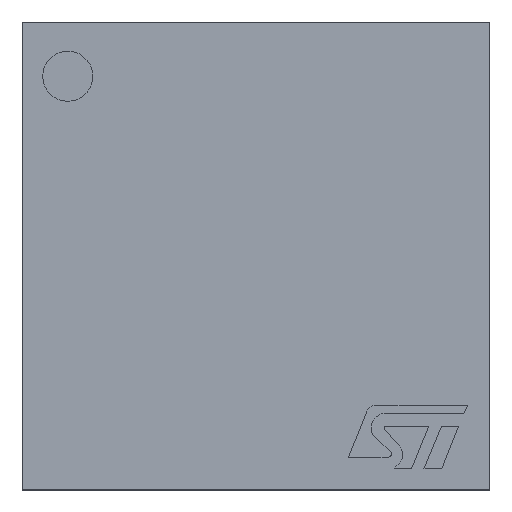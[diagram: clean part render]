
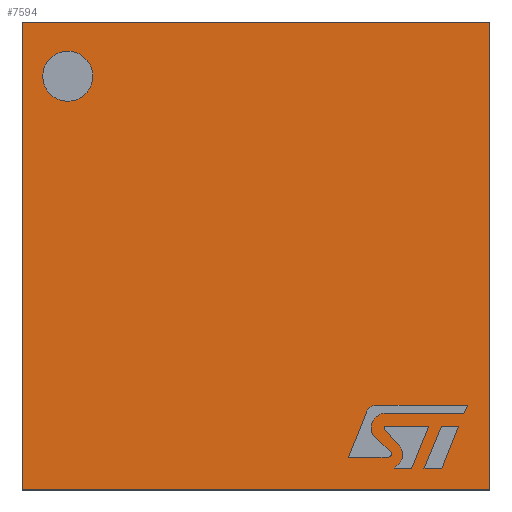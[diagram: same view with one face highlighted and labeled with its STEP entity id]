
A CAD part, top view. The second image highlights one B-rep face of the part: STEP entity #7594.
In plain terms, the highlighted planar face has unit normal (0, 0, 1).
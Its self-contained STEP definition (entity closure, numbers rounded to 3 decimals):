
#826=FACE_BOUND('',#2228,.T.);
#831=PLANE('',#8771);
#1393=FACE_OUTER_BOUND('',#2227,.T.);
#2227=EDGE_LOOP('',(#5703,#5704,#5705,#5706));
#2228=EDGE_LOOP('',(#5707,#5708));
#3061=LINE('',#13202,#3135);
#3066=LINE('',#13212,#3140);
#3067=LINE('',#13215,#3141);
#3068=LINE('',#13216,#3142);
#3135=VECTOR('',#10231,10.);
#3140=VECTOR('',#10240,10.);
#3141=VECTOR('',#10243,10.);
#3142=VECTOR('',#10244,10.);
#3205=CIRCLE('',#8763,0.75);
#3206=CIRCLE('',#8764,0.75);
#4080=VERTEX_POINT('',#13184);
#4081=VERTEX_POINT('',#13185);
#4084=VERTEX_POINT('',#13195);
#4087=VERTEX_POINT('',#13200);
#4090=VERTEX_POINT('',#13210);
#4091=VERTEX_POINT('',#13214);
#4734=EDGE_CURVE('',#4080,#4081,#3205,.T.);
#4735=EDGE_CURVE('',#4081,#4080,#3206,.T.);
#4742=EDGE_CURVE('',#4087,#4084,#3061,.T.);
#4747=EDGE_CURVE('',#4087,#4090,#3066,.T.);
#4748=EDGE_CURVE('',#4091,#4090,#3067,.T.);
#4749=EDGE_CURVE('',#4084,#4091,#3068,.T.);
#5703=ORIENTED_EDGE('',*,*,#4747,.T.);
#5704=ORIENTED_EDGE('',*,*,#4748,.F.);
#5705=ORIENTED_EDGE('',*,*,#4749,.F.);
#5706=ORIENTED_EDGE('',*,*,#4742,.F.);
#5707=ORIENTED_EDGE('',*,*,#4734,.T.);
#5708=ORIENTED_EDGE('',*,*,#4735,.T.);
#7594=ADVANCED_FACE('',(#1393,#826),#831,.T.);
#8763=AXIS2_PLACEMENT_3D('',#13186,#10215,#10216);
#8764=AXIS2_PLACEMENT_3D('',#13187,#10217,#10218);
#8771=AXIS2_PLACEMENT_3D('',#13213,#10241,#10242);
#10215=DIRECTION('center_axis',(0.,0.,-1.));
#10216=DIRECTION('ref_axis',(1.,0.,0.));
#10217=DIRECTION('center_axis',(0.,0.,-1.));
#10218=DIRECTION('ref_axis',(1.,0.,0.));
#10231=DIRECTION('',(-1.,0.,0.));
#10240=DIRECTION('',(0.,1.,0.));
#10241=DIRECTION('center_axis',(0.,0.,1.));
#10242=DIRECTION('ref_axis',(1.,0.,0.));
#10243=DIRECTION('',(1.,0.,0.));
#10244=DIRECTION('',(0.,1.,0.));
#13184=CARTESIAN_POINT('',(-4.881,5.378,1.1));
#13185=CARTESIAN_POINT('',(-6.381,5.378,1.1));
#13186=CARTESIAN_POINT('Origin',(-5.631,5.378,1.1));
#13187=CARTESIAN_POINT('Origin',(-5.631,5.378,1.1));
#13195=CARTESIAN_POINT('',(-7.,-7.,1.1));
#13200=CARTESIAN_POINT('',(7.,-7.,1.1));
#13202=CARTESIAN_POINT('',(-7.,-7.,1.1));
#13210=CARTESIAN_POINT('',(7.,7.,1.1));
#13212=CARTESIAN_POINT('',(7.,0.,1.1));
#13213=CARTESIAN_POINT('Origin',(-7.,0.,1.1));
#13214=CARTESIAN_POINT('',(-7.,7.,1.1));
#13215=CARTESIAN_POINT('',(-7.,7.,1.1));
#13216=CARTESIAN_POINT('',(-7.,0.,1.1));
